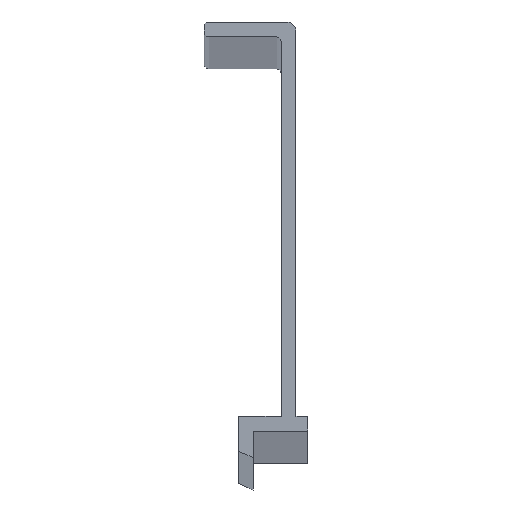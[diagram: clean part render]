
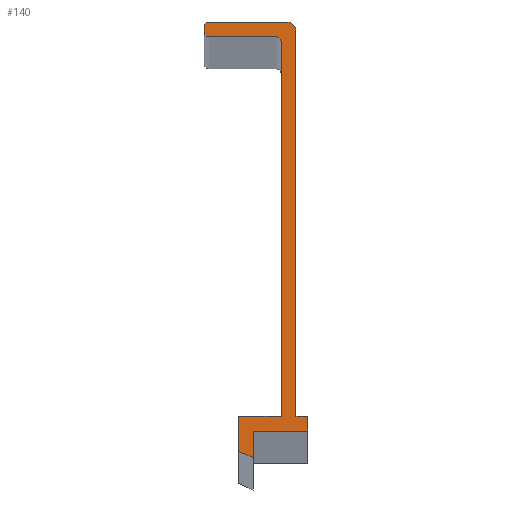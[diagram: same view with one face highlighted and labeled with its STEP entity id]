
A CAD part, top view. The second image highlights one B-rep face of the part: STEP entity #140.
In plain terms, the highlighted planar face has unit normal (0, 0, 1).
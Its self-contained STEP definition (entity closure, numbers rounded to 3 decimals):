
#1 = CARTESIAN_POINT ( 'NONE',  ( 3.355, -84.016, 2000. ) ) ;
#8 = CARTESIAN_POINT ( 'NONE',  ( -2.895, -84.016, 2000. ) ) ;
#10 = VECTOR ( 'NONE', #472, 1000. ) ;
#19 = CARTESIAN_POINT ( 'NONE',  ( 1.605, -87.136, 2000. ) ) ;
#20 = DIRECTION ( 'NONE',  ( -1., 0., 0. ) ) ;
#24 = LINE ( 'NONE', #458, #10 ) ;
#30 = DIRECTION ( 'NONE',  ( 0., 0., -1. ) ) ;
#31 = VECTOR ( 'NONE', #341, 1000. ) ;
#36 = ORIENTED_EDGE ( 'NONE', *, *, #591, .T. ) ;
#37 = VERTEX_POINT ( 'NONE', #334 ) ;
#39 = PLANE ( 'NONE',  #342 ) ;
#40 = CARTESIAN_POINT ( 'NONE',  ( -2.895, -84.016, 2000. ) ) ;
#41 = ORIENTED_EDGE ( 'NONE', *, *, #460, .T. ) ;
#44 = LINE ( 'NONE', #190, #31 ) ;
#48 = ORIENTED_EDGE ( 'NONE', *, *, #559, .T. ) ;
#63 = CARTESIAN_POINT ( 'NONE',  ( 2.355, -42.116, 2000. ) ) ;
#64 = VERTEX_POINT ( 'NONE', #8 ) ;
#74 = DIRECTION ( 'NONE',  ( 0., 0., 1. ) ) ;
#75 = CARTESIAN_POINT ( 'NONE',  ( 4.655, -85.616, 2000. ) ) ;
#78 = CARTESIAN_POINT ( 'NONE',  ( 2.355, -41.116, 2000. ) ) ;
#81 = ORIENTED_EDGE ( 'NONE', *, *, #564, .T. ) ;
#82 = ORIENTED_EDGE ( 'NONE', *, *, #587, .T. ) ;
#83 = VECTOR ( 'NONE', #302, 1000. ) ;
#91 = LINE ( 'NONE', #260, #83 ) ;
#94 = DIRECTION ( 'NONE',  ( 1., 0., 0. ) ) ;
#102 = VERTEX_POINT ( 'NONE', #75 ) ;
#105 = DIRECTION ( 'NONE',  ( 1., 0., 0. ) ) ;
#106 = CARTESIAN_POINT ( 'NONE',  ( 1.755, -84.016, 2000. ) ) ;
#108 = ORIENTED_EDGE ( 'NONE', *, *, #372, .T. ) ;
#111 = CARTESIAN_POINT ( 'NONE',  ( -6.645, -41.616, 2000. ) ) ;
#125 = VERTEX_POINT ( 'NONE', #132 ) ;
#126 = DIRECTION ( 'NONE',  ( -1., 0., 0. ) ) ;
#129 = VECTOR ( 'NONE', #408, 1000. ) ;
#132 = CARTESIAN_POINT ( 'NONE',  ( 4.655, -84.016, 2000. ) ) ;
#140 = ADVANCED_FACE ( 'NONE', ( #452 ), #39, .T. ) ;
#144 = VERTEX_POINT ( 'NONE', #484 ) ;
#147 = CARTESIAN_POINT ( 'NONE',  ( -2.895, -87.786, 2000. ) ) ;
#151 = CARTESIAN_POINT ( 'NONE',  ( 1.255, -42.716, 2000. ) ) ;
#163 = DIRECTION ( 'NONE',  ( 0., -1., 0. ) ) ;
#175 = CARTESIAN_POINT ( 'NONE',  ( -6.145, -42.716, 2000. ) ) ;
#179 = LINE ( 'NONE', #527, #129 ) ;
#190 = CARTESIAN_POINT ( 'NONE',  ( -2.895, -87.786, 2000. ) ) ;
#192 = CARTESIAN_POINT ( 'NONE',  ( 1.755, -43.216, 2000. ) ) ;
#194 = DIRECTION ( 'NONE',  ( 0., 1., 0. ) ) ;
#195 = DIRECTION ( 'NONE',  ( 1., 0., 0. ) ) ;
#204 = VECTOR ( 'NONE', #491, 1000. ) ;
#206 = DIRECTION ( 'NONE',  ( 1., 0., 0. ) ) ;
#207 = CIRCLE ( 'NONE', #303, 1. ) ;
#213 = VERTEX_POINT ( 'NONE', #147 ) ;
#216 = DIRECTION ( 'NONE',  ( 0., 0., 1. ) ) ;
#222 = VERTEX_POINT ( 'NONE', #192 ) ;
#226 = CIRCLE ( 'NONE', #309, 0.5 ) ;
#230 = ORIENTED_EDGE ( 'NONE', *, *, #426, .T. ) ;
#232 = ORIENTED_EDGE ( 'NONE', *, *, #369, .T. ) ;
#234 = CIRCLE ( 'NONE', #336, 0.5 ) ;
#236 = DIRECTION ( 'NONE',  ( 0., -1., 0. ) ) ;
#253 = ORIENTED_EDGE ( 'NONE', *, *, #377, .T. ) ;
#254 = VERTEX_POINT ( 'NONE', #78 ) ;
#258 = CARTESIAN_POINT ( 'NONE',  ( 3.355, -42.116, 2000. ) ) ;
#260 = CARTESIAN_POINT ( 'NONE',  ( 4.655, -84.016, 2000. ) ) ;
#274 = CARTESIAN_POINT ( 'NONE',  ( -6.145, -42.716, 2000. ) ) ;
#278 = VERTEX_POINT ( 'NONE', #447 ) ;
#285 = AXIS2_PLACEMENT_3D ( 'NONE', #429, #216, #565 ) ;
#295 = CARTESIAN_POINT ( 'NONE',  ( 1.255, -43.216, 2000. ) ) ;
#302 = DIRECTION ( 'NONE',  ( 0., 1., 0. ) ) ;
#303 = AXIS2_PLACEMENT_3D ( 'NONE', #63, #353, #105 ) ;
#309 = AXIS2_PLACEMENT_3D ( 'NONE', #295, #30, #310 ) ;
#310 = DIRECTION ( 'NONE',  ( 1., 0., 0. ) ) ;
#314 = VERTEX_POINT ( 'NONE', #106 ) ;
#334 = CARTESIAN_POINT ( 'NONE',  ( 3.355, -84.016, 2000. ) ) ;
#336 = AXIS2_PLACEMENT_3D ( 'NONE', #513, #346, #94 ) ;
#341 = DIRECTION ( 'NONE',  ( 0.906, -0.423, 0. ) ) ;
#342 = AXIS2_PLACEMENT_3D ( 'NONE', #19, #74, #195 ) ;
#346 = DIRECTION ( 'NONE',  ( 0., 0., 1. ) ) ;
#348 = CARTESIAN_POINT ( 'NONE',  ( -0.495, -85.616, 2000. ) ) ;
#353 = DIRECTION ( 'NONE',  ( 0., 0., 1. ) ) ;
#356 = ORIENTED_EDGE ( 'NONE', *, *, #499, .T. ) ;
#359 = ORIENTED_EDGE ( 'NONE', *, *, #552, .T. ) ;
#368 = LINE ( 'NONE', #175, #204 ) ;
#369 = EDGE_CURVE ( 'NONE', #542, #451, #234, .T. ) ;
#372 = EDGE_CURVE ( 'NONE', #428, #222, #226, .T. ) ;
#377 = EDGE_CURVE ( 'NONE', #519, #428, #368, .T. ) ;
#380 = EDGE_CURVE ( 'NONE', #409, #254, #207, .T. ) ;
#398 = VERTEX_POINT ( 'NONE', #599 ) ;
#408 = DIRECTION ( 'NONE',  ( 0., -1., 0. ) ) ;
#409 = VERTEX_POINT ( 'NONE', #258 ) ;
#412 = ORIENTED_EDGE ( 'NONE', *, *, #487, .T. ) ;
#416 = DIRECTION ( 'NONE',  ( 0., 1., 0. ) ) ;
#425 = EDGE_LOOP ( 'NONE', ( #412, #48, #81, #41, #82, #359, #433, #356, #232, #230, #450, #253, #108, #568, #36, #576 ) ) ;
#426 = EDGE_CURVE ( 'NONE', #451, #144, #179, .T. ) ;
#428 = VERTEX_POINT ( 'NONE', #151 ) ;
#429 = CARTESIAN_POINT ( 'NONE',  ( -6.145, -42.216, 2000. ) ) ;
#433 = ORIENTED_EDGE ( 'NONE', *, *, #380, .T. ) ;
#434 = CARTESIAN_POINT ( 'NONE',  ( 3.355, -84.016, 2000. ) ) ;
#447 = CARTESIAN_POINT ( 'NONE',  ( -1.295, -88.533, 2000. ) ) ;
#450 = ORIENTED_EDGE ( 'NONE', *, *, #575, .T. ) ;
#451 = VERTEX_POINT ( 'NONE', #111 ) ;
#452 = FACE_OUTER_BOUND ( 'NONE', #425, .T. ) ;
#458 = CARTESIAN_POINT ( 'NONE',  ( 2.355, -41.116, 2000. ) ) ;
#460 = EDGE_CURVE ( 'NONE', #102, #125, #91, .T. ) ;
#466 = VECTOR ( 'NONE', #20, 1000. ) ;
#468 = CARTESIAN_POINT ( 'NONE',  ( -1.295, -85.616, 2000. ) ) ;
#472 = DIRECTION ( 'NONE',  ( -1., 0., 0. ) ) ;
#473 = VECTOR ( 'NONE', #126, 1000. ) ;
#483 = LINE ( 'NONE', #562, #466 ) ;
#484 = CARTESIAN_POINT ( 'NONE',  ( -6.645, -42.216, 2000. ) ) ;
#487 = EDGE_CURVE ( 'NONE', #213, #278, #44, .T. ) ;
#491 = DIRECTION ( 'NONE',  ( 1., 0., 0. ) ) ;
#494 = LINE ( 'NONE', #434, #473 ) ;
#499 = EDGE_CURVE ( 'NONE', #254, #542, #24, .T. ) ;
#507 = VECTOR ( 'NONE', #206, 1000. ) ;
#513 = CARTESIAN_POINT ( 'NONE',  ( -6.145, -41.616, 2000. ) ) ;
#514 = EDGE_CURVE ( 'NONE', #64, #213, #592, .T. ) ;
#519 = VERTEX_POINT ( 'NONE', #274 ) ;
#521 = LINE ( 'NONE', #348, #507 ) ;
#523 = VECTOR ( 'NONE', #194, 1000. ) ;
#525 = CIRCLE ( 'NONE', #285, 0.5 ) ;
#526 = VECTOR ( 'NONE', #416, 1000. ) ;
#527 = CARTESIAN_POINT ( 'NONE',  ( -6.645, -41.616, 2000. ) ) ;
#533 = LINE ( 'NONE', #1, #526 ) ;
#542 = VERTEX_POINT ( 'NONE', #544 ) ;
#544 = CARTESIAN_POINT ( 'NONE',  ( -6.145, -41.116, 2000. ) ) ;
#545 = VECTOR ( 'NONE', #236, 1000. ) ;
#547 = LINE ( 'NONE', #555, #545 ) ;
#550 = EDGE_CURVE ( 'NONE', #222, #314, #547, .T. ) ;
#552 = EDGE_CURVE ( 'NONE', #37, #409, #533, .T. ) ;
#555 = CARTESIAN_POINT ( 'NONE',  ( 1.755, -43.216, 2000. ) ) ;
#559 = EDGE_CURVE ( 'NONE', #278, #398, #571, .T. ) ;
#562 = CARTESIAN_POINT ( 'NONE',  ( 1.755, -84.016, 2000. ) ) ;
#564 = EDGE_CURVE ( 'NONE', #398, #102, #521, .T. ) ;
#565 = DIRECTION ( 'NONE',  ( 1., 0., 0. ) ) ;
#568 = ORIENTED_EDGE ( 'NONE', *, *, #550, .T. ) ;
#571 = LINE ( 'NONE', #468, #523 ) ;
#575 = EDGE_CURVE ( 'NONE', #144, #519, #525, .T. ) ;
#576 = ORIENTED_EDGE ( 'NONE', *, *, #514, .T. ) ;
#585 = VECTOR ( 'NONE', #163, 1000. ) ;
#587 = EDGE_CURVE ( 'NONE', #125, #37, #494, .T. ) ;
#591 = EDGE_CURVE ( 'NONE', #314, #64, #483, .T. ) ;
#592 = LINE ( 'NONE', #40, #585 ) ;
#599 = CARTESIAN_POINT ( 'NONE',  ( -1.295, -85.616, 2000. ) ) ;
